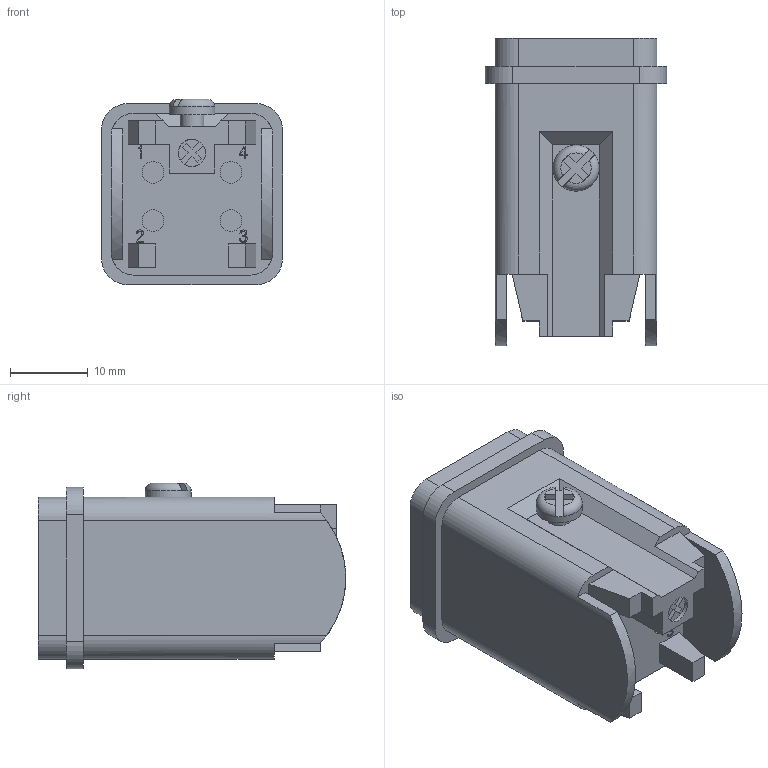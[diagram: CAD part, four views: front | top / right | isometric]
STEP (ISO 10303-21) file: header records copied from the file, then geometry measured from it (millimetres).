
FILE_DESCRIPTION( ( 'STEP AP214' ), '1' );
FILE_NAME( 'EPIC__H-A_4_____Art__Nr__10431000_2_14.stp', ' ', ( ' ' ), ( ' ' ), 'PSStep 15.0.47', 'PARTsolutions', ' ' );
FILE_SCHEMA( ( 'AUTOMOTIVE_DESIGN { 1 0 10303 214 1 1 1 1 }' ) );
Length unit declared in the file: millimetre
Products named in the file (1): _EPIC® H-A 4     Art. Nr. 10431000
Bounding box: 23.3 x 39.5 x 23.85 mm (x, y, z)
Volume: 10557.7 mm3; surface area: 6098.2 mm2
Topology: 1 solids, 3 shells, 392 faces, 1024 edges, 680 vertices
Faces by surface type: plane 242, cylinder 143, sphere 5, torus 2
Full cylindrical faces by diameter (mm): 0.888 x1, 1.004 x1, 1.1 x2, 1.2 x2, 1.6 x5, 2.8 x5, 3 x1, 3.5 x1, 5.9 x1
Entity records: 15066 total; most frequent: CARTESIAN_POINT 2110, DIRECTION 2064, ORIENTED_EDGE 1984, EDGE_CURVE 992, LINE 690, VECTOR 690, AXIS2_PLACEMENT_3D 687, VERTEX_POINT 677
